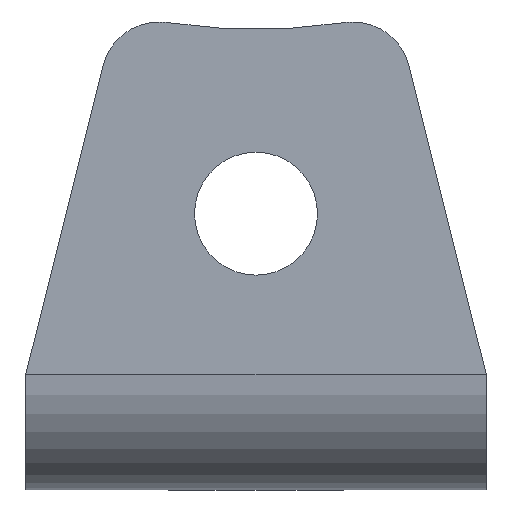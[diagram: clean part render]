
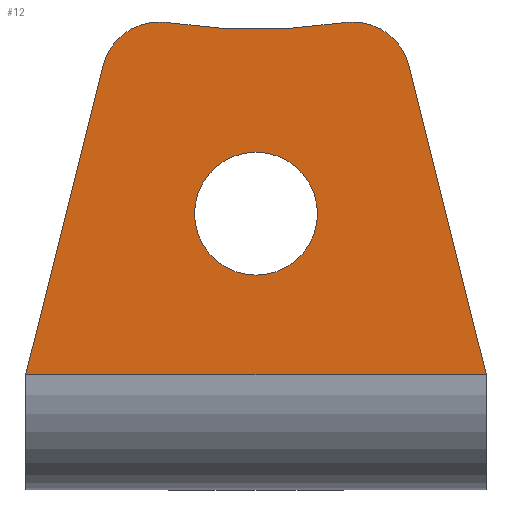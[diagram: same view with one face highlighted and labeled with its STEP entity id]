
A CAD part, front view. The second image highlights one B-rep face of the part: STEP entity #12.
In plain terms, the highlighted planar face has unit normal (0, -1, 0).
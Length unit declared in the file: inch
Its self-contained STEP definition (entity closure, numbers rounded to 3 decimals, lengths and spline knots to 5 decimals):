
#1 = CARTESIAN_POINT ( 'NONE',  ( 0., -0.125, -1.65 ) ) ;
#9 = VERTEX_POINT ( 'NONE', #544 ) ;
#11 = CARTESIAN_POINT ( 'NONE',  ( 0., -0.125, -1.7835 ) ) ;
#12 = ADVANCED_FACE ( 'NONE', ( #536, #532 ), #706, .F. ) ;
#22 = CIRCLE ( 'NONE', #89, 0.125 ) ;
#25 = DIRECTION ( 'NONE',  ( 0., 0., 1. ) ) ;
#28 = CIRCLE ( 'NONE', #363, 0.1335 ) ;
#33 = CARTESIAN_POINT ( 'NONE',  ( -0.19167, -0.125, -1.23522 ) ) ;
#40 = CARTESIAN_POINT ( 'NONE',  ( 0., -0.125, -1.65 ) ) ;
#43 = DIRECTION ( 'NONE',  ( 0., 0., 1. ) ) ;
#47 = DIRECTION ( 'NONE',  ( 0., -1., 0. ) ) ;
#62 = EDGE_CURVE ( 'NONE', #485, #9, #275, .T. ) ;
#72 = VERTEX_POINT ( 'NONE', #33 ) ;
#74 = CARTESIAN_POINT ( 'NONE',  ( -0.21084, -0.125, -1.23374 ) ) ;
#76 = CARTESIAN_POINT ( 'NONE',  ( -0.21084, -0.125, -1.35874 ) ) ;
#82 = EDGE_CURVE ( 'NONE', #522, #344, #169, .T. ) ;
#89 = AXIS2_PLACEMENT_3D ( 'NONE', #533, #704, #195 ) ;
#98 = CIRCLE ( 'NONE', #484, 0.125 ) ;
#99 = EDGE_CURVE ( 'NONE', #614, #656, #321, .T. ) ;
#101 = ORIENTED_EDGE ( 'NONE', *, *, #62, .T. ) ;
#107 = CARTESIAN_POINT ( 'NONE',  ( 0.5, -0.125, -2. ) ) ;
#129 = LINE ( 'NONE', #238, #566 ) ;
#137 = CARTESIAN_POINT ( 'NONE',  ( 0., -0.125, 0. ) ) ;
#139 = EDGE_CURVE ( 'NONE', #485, #304, #211, .T. ) ;
#140 = VERTEX_POINT ( 'NONE', #565 ) ;
#143 = DIRECTION ( 'NONE',  ( 0., -1., 0. ) ) ;
#148 = CARTESIAN_POINT ( 'NONE',  ( 0.33211, -0.125, -1.32842 ) ) ;
#152 = EDGE_CURVE ( 'NONE', #72, #614, #98, .T. ) ;
#153 = DIRECTION ( 'NONE',  ( 0., 0., 1. ) ) ;
#160 = ORIENTED_EDGE ( 'NONE', *, *, #139, .F. ) ;
#169 = CIRCLE ( 'NONE', #202, 0.1335 ) ;
#177 = VECTOR ( 'NONE', #520, 39.37008 ) ;
#195 = DIRECTION ( 'NONE',  ( 0., 0., 1. ) ) ;
#197 = DIRECTION ( 'NONE',  ( 0., 0., 1. ) ) ;
#202 = AXIS2_PLACEMENT_3D ( 'NONE', #40, #244, #197 ) ;
#205 = EDGE_CURVE ( 'NONE', #72, #140, #458, .T. ) ;
#207 = CARTESIAN_POINT ( 'NONE',  ( 0.5, -0.125, -2. ) ) ;
#211 = LINE ( 'NONE', #207, #414 ) ;
#218 = DIRECTION ( 'NONE',  ( 0., 0., 1. ) ) ;
#224 = CARTESIAN_POINT ( 'NONE',  ( 0., -0.125, -1.5165 ) ) ;
#227 = AXIS2_PLACEMENT_3D ( 'NONE', #76, #305, #25 ) ;
#228 = DIRECTION ( 'NONE',  ( 0., 1., 0. ) ) ;
#238 = CARTESIAN_POINT ( 'NONE',  ( -0.5, -0.125, -2. ) ) ;
#239 = ORIENTED_EDGE ( 'NONE', *, *, #402, .T. ) ;
#244 = DIRECTION ( 'NONE',  ( 0., 1., 0. ) ) ;
#248 = VERTEX_POINT ( 'NONE', #389 ) ;
#269 = EDGE_CURVE ( 'NONE', #248, #656, #684, .T. ) ;
#275 = CIRCLE ( 'NONE', #561, 0.125 ) ;
#304 = VERTEX_POINT ( 'NONE', #107 ) ;
#305 = DIRECTION ( 'NONE',  ( 0., -1., 0. ) ) ;
#306 = CARTESIAN_POINT ( 'NONE',  ( -0.33211, -0.125, -1.32842 ) ) ;
#321 = CIRCLE ( 'NONE', #227, 0.125 ) ;
#325 = DIRECTION ( 'NONE',  ( 0., -1., 0. ) ) ;
#344 = VERTEX_POINT ( 'NONE', #224 ) ;
#351 = ORIENTED_EDGE ( 'NONE', *, *, #619, .F. ) ;
#363 = AXIS2_PLACEMENT_3D ( 'NONE', #1, #228, #218 ) ;
#389 = CARTESIAN_POINT ( 'NONE',  ( -0.5, -0.125, -2. ) ) ;
#396 = EDGE_LOOP ( 'NONE', ( #160, #101, #461, #682, #595, #550, #528, #351 ) ) ;
#402 = EDGE_CURVE ( 'NONE', #344, #522, #28, .T. ) ;
#414 = VECTOR ( 'NONE', #624, 39.37008 ) ;
#428 = DIRECTION ( 'NONE',  ( 0., 0., 1. ) ) ;
#433 = CARTESIAN_POINT ( 'NONE',  ( -0.21084, -0.125, -1.35874 ) ) ;
#444 = EDGE_LOOP ( 'NONE', ( #239, #514 ) ) ;
#451 = AXIS2_PLACEMENT_3D ( 'NONE', #137, #478, #153 ) ;
#458 = CIRCLE ( 'NONE', #622, 1.25 ) ;
#461 = ORIENTED_EDGE ( 'NONE', *, *, #672, .T. ) ;
#478 = DIRECTION ( 'NONE',  ( 0., 1., 0. ) ) ;
#484 = AXIS2_PLACEMENT_3D ( 'NONE', #433, #325, #43 ) ;
#485 = VERTEX_POINT ( 'NONE', #148 ) ;
#510 = CARTESIAN_POINT ( 'NONE',  ( -0.5, -0.125, -2. ) ) ;
#514 = ORIENTED_EDGE ( 'NONE', *, *, #82, .T. ) ;
#520 = DIRECTION ( 'NONE',  ( 0.243, 0., 0.97 ) ) ;
#522 = VERTEX_POINT ( 'NONE', #11 ) ;
#528 = ORIENTED_EDGE ( 'NONE', *, *, #269, .F. ) ;
#532 = FACE_OUTER_BOUND ( 'NONE', #396, .T. ) ;
#533 = CARTESIAN_POINT ( 'NONE',  ( 0.21084, -0.125, -1.35874 ) ) ;
#536 = FACE_BOUND ( 'NONE', #444, .T. ) ;
#544 = CARTESIAN_POINT ( 'NONE',  ( 0.21084, -0.125, -1.23374 ) ) ;
#550 = ORIENTED_EDGE ( 'NONE', *, *, #99, .T. ) ;
#561 = AXIS2_PLACEMENT_3D ( 'NONE', #602, #143, #428 ) ;
#565 = CARTESIAN_POINT ( 'NONE',  ( 0.19167, -0.125, -1.23522 ) ) ;
#566 = VECTOR ( 'NONE', #702, 39.37008 ) ;
#595 = ORIENTED_EDGE ( 'NONE', *, *, #152, .T. ) ;
#602 = CARTESIAN_POINT ( 'NONE',  ( 0.21084, -0.125, -1.35874 ) ) ;
#610 = DIRECTION ( 'NONE',  ( 0., 0., 1. ) ) ;
#614 = VERTEX_POINT ( 'NONE', #74 ) ;
#619 = EDGE_CURVE ( 'NONE', #304, #248, #129, .T. ) ;
#622 = AXIS2_PLACEMENT_3D ( 'NONE', #724, #47, #610 ) ;
#624 = DIRECTION ( 'NONE',  ( 0.243, 0., -0.97 ) ) ;
#656 = VERTEX_POINT ( 'NONE', #306 ) ;
#672 = EDGE_CURVE ( 'NONE', #9, #140, #22, .T. ) ;
#682 = ORIENTED_EDGE ( 'NONE', *, *, #205, .F. ) ;
#684 = LINE ( 'NONE', #510, #177 ) ;
#702 = DIRECTION ( 'NONE',  ( -1., 0., 0. ) ) ;
#704 = DIRECTION ( 'NONE',  ( 0., -1., 0. ) ) ;
#706 = PLANE ( 'NONE',  #451 ) ;
#724 = CARTESIAN_POINT ( 'NONE',  ( 0., -0.125, 0. ) ) ;
